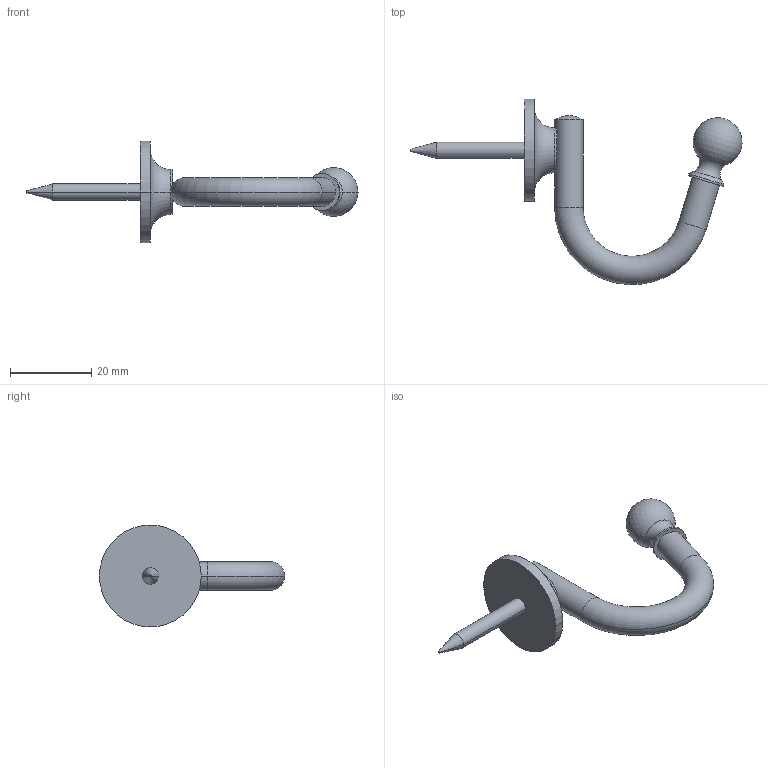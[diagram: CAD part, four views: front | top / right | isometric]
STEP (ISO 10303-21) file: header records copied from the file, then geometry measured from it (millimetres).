
FILE_DESCRIPTION(('Creo Elements/Direct Modeling STEP Export'),'2;1');
FILE_NAME('584-40.stp','2017-09-19T15:07:38',(''),(''),'Creo Elements/Direct Modeling STEP processor for AP214 (Solid Model)','Creo Elements/Direct Modeling 20.0 12-Nov-2016 (C) Parametric Technology GmbH','');
FILE_SCHEMA(('AUTOMOTIVE_DESIGN { 1 0 10303 214 1 1 1 1 }'));
Length unit declared in the file: millimetre
Products named in the file (1): 584-40
Bounding box: 81.5 x 45.46 x 25 mm (x, y, z)
Volume: 6312.1 mm3; surface area: 3824.5 mm2
Topology: 1 solids, 1 shells, 32 faces, 68 edges, 37 vertices
Faces by surface type: cylinder 12, plane 6, torus 6, cone 4, sphere 4
Entity records: 921 total; most frequent: CARTESIAN_POINT 277, DIRECTION 132, ORIENTED_EDGE 128, EDGE_CURVE 64, AXIS2_PLACEMENT_3D 58, VERTEX_POINT 37, EDGE_LOOP 35, FACE_OUTER_BOUND 32
